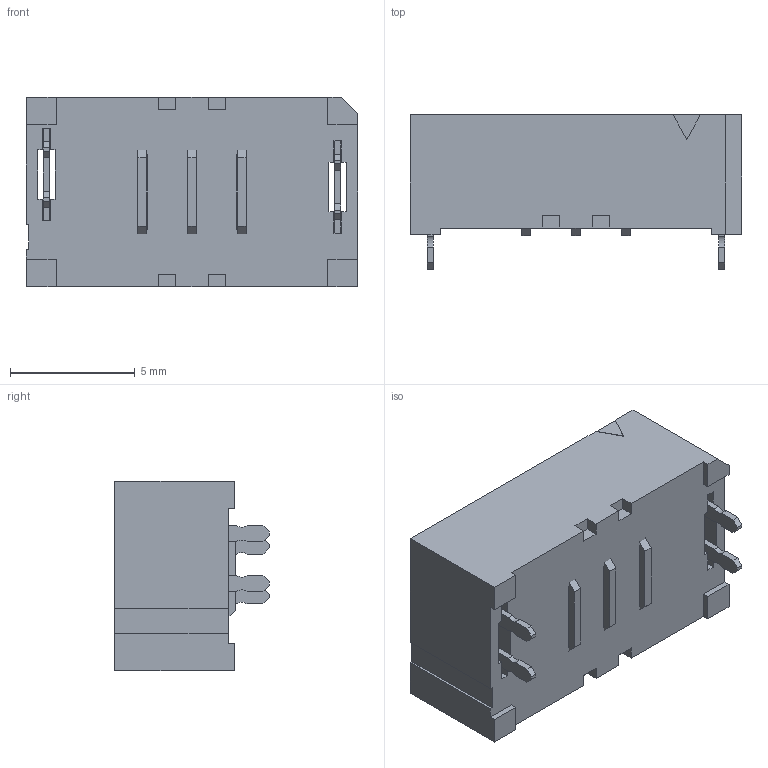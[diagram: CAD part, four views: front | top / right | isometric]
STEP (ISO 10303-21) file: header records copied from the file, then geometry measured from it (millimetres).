
FILE_DESCRIPTION( ( 'STEP AP203' ), '1' );
FILE_NAME( 'UMPT-03-01.5-T-VT-SM-WT.stp', '2020-12-23T10:37:09', ( 'License CC BY-ND 4.0' ), ( 'CADENAS' ), ' ', 'PARTsolutions', ' ' );
FILE_SCHEMA( ( 'CONFIG_CONTROL_DESIGN' ) );
Length unit declared in the file: millimetre
Products named in the file (3): UMPT-03-01.5-T-VT-SM-WT; _03-01.5--WT_BODY; _UMPT-03-01.5-SM-_PINS
Assembly tree (2 placements, depth 2):
  UMPT-03-01.5-T-VT-SM-WT
    _03-01.5--WT_BODY
    _UMPT-03-01.5-SM-_PINS
Bounding box: 13.3 x 6.2 x 7.6 mm (x, y, z)
Volume: 217.5 mm3; surface area: 794.4 mm2
Topology: 2 solids, 2 shells, 199 faces, 570 edges, 380 vertices
Faces by surface type: plane 191, cylinder 8
Entity records: 6516 total; most frequent: CARTESIAN_POINT 1152, ORIENTED_EDGE 1140, DIRECTION 990, EDGE_CURVE 570, LINE 554, VECTOR 554, VERTEX_POINT 380, AXIS2_PLACEMENT_3D 218
